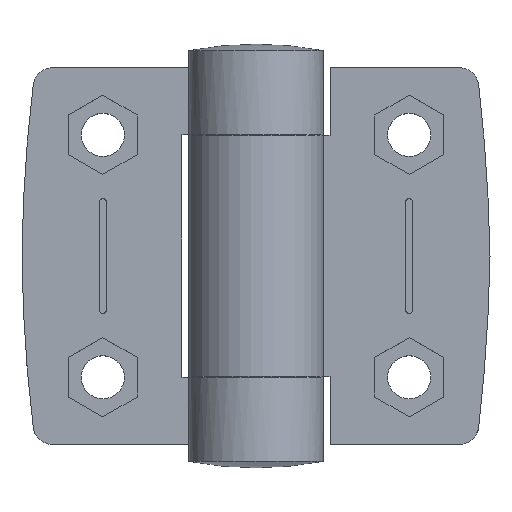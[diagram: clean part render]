
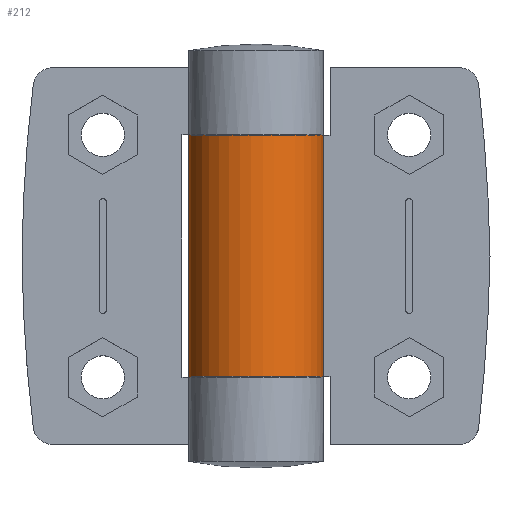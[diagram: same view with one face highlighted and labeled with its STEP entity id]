
A CAD part, top view. The second image highlights one B-rep face of the part: STEP entity #212.
In plain terms, the highlighted cylindrical face has radius 10 mm (diameter 20 mm), a partial arc.
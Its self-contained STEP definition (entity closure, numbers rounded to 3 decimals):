
#212 = ADVANCED_FACE( '', ( #507 ), #508, .T. );
#507 = FACE_OUTER_BOUND( '', #900, .T. );
#508 = CYLINDRICAL_SURFACE( '', #901, 10. );
#900 = EDGE_LOOP( '', ( #1481, #1482, #1483, #1484 ) );
#901 = AXIS2_PLACEMENT_3D( '', #1485, #1486, #1487 );
#1481 = ORIENTED_EDGE( '', *, *, #2432, .T. );
#1482 = ORIENTED_EDGE( '', *, *, #2283, .F. );
#1483 = ORIENTED_EDGE( '', *, *, #2433, .F. );
#1484 = ORIENTED_EDGE( '', *, *, #2434, .T. );
#1485 = CARTESIAN_POINT( '', ( 0., 17.9, 0. ) );
#1486 = DIRECTION( '', ( 0., 1., 0. ) );
#1487 = DIRECTION( '', ( 0., 0., -1. ) );
#2283 = EDGE_CURVE( '', #2734, #2715, #2736, .T. );
#2432 = EDGE_CURVE( '', #2979, #2715, #2980, .T. );
#2433 = EDGE_CURVE( '', #2981, #2734, #2982, .T. );
#2434 = EDGE_CURVE( '', #2981, #2979, #2983, .T. );
#2715 = VERTEX_POINT( '', #3357 );
#2734 = VERTEX_POINT( '', #3381 );
#2736 = LINE( '', #3384, #3385 );
#2979 = VERTEX_POINT( '', #3729 );
#2980 = CIRCLE( '', #3730, 10. );
#2981 = VERTEX_POINT( '', #3731 );
#2982 = CIRCLE( '', #3732, 10. );
#2983 = LINE( '', #3733, #3734 );
#3357 = CARTESIAN_POINT( '', ( 9.682, -17.9, -2.5 ) );
#3381 = CARTESIAN_POINT( '', ( 9.682, 17.9, -2.5 ) );
#3384 = CARTESIAN_POINT( '', ( 9.682, 17.9, -2.5 ) );
#3385 = VECTOR( '', #4216, 1000. );
#3729 = CARTESIAN_POINT( '', ( -3.049, -17.9, -9.524 ) );
#3730 = AXIS2_PLACEMENT_3D( '', #4351, #4352, #4353 );
#3731 = CARTESIAN_POINT( '', ( -3.049, 17.9, -9.524 ) );
#3732 = AXIS2_PLACEMENT_3D( '', #4354, #4355, #4356 );
#3733 = CARTESIAN_POINT( '', ( -3.049, 17.9, -9.524 ) );
#3734 = VECTOR( '', #4357, 1000. );
#4216 = DIRECTION( '', ( 0., -1., 0. ) );
#4351 = CARTESIAN_POINT( '', ( 0., -17.9, 0. ) );
#4352 = DIRECTION( '', ( 0., 1., 0. ) );
#4353 = DIRECTION( '', ( 1., 0., 0. ) );
#4354 = CARTESIAN_POINT( '', ( 0., 17.9, 0. ) );
#4355 = DIRECTION( '', ( 0., 1., 0. ) );
#4356 = DIRECTION( '', ( 1., 0., 0. ) );
#4357 = DIRECTION( '', ( 0., -1., 0. ) );
